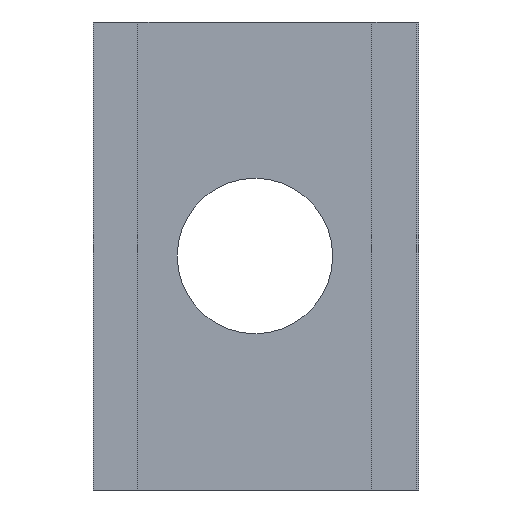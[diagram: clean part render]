
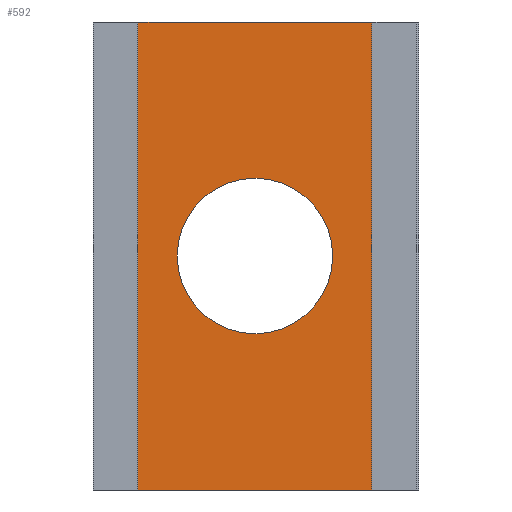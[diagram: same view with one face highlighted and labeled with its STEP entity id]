
A CAD part, front view. The second image highlights one B-rep face of the part: STEP entity #592.
In plain terms, the highlighted planar face has unit normal (0, -1, 0).
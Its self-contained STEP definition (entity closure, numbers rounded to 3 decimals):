
#16=FACE_BOUND('',#97,.T.);
#35=PLANE('',#664);
#65=FACE_OUTER_BOUND('',#96,.T.);
#96=EDGE_LOOP('',(#543,#544,#545,#546));
#97=EDGE_LOOP('',(#547));
#142=LINE('',#961,#206);
#154=LINE('',#990,#218);
#161=LINE('',#1005,#225);
#162=LINE('',#1007,#226);
#206=VECTOR('',#775,10.);
#218=VECTOR('',#805,10.);
#225=VECTOR('',#822,10.);
#226=VECTOR('',#825,10.);
#228=CIRCLE('',#619,3.324);
#248=VERTEX_POINT('',#833);
#291=VERTEX_POINT('',#958);
#292=VERTEX_POINT('',#960);
#299=VERTEX_POINT('',#987);
#300=VERTEX_POINT('',#989);
#304=EDGE_CURVE('',#248,#248,#228,.T.);
#363=EDGE_CURVE('',#291,#292,#142,.T.);
#377=EDGE_CURVE('',#299,#300,#154,.T.);
#385=EDGE_CURVE('',#299,#292,#161,.T.);
#386=EDGE_CURVE('',#300,#291,#162,.T.);
#543=ORIENTED_EDGE('',*,*,#377,.F.);
#544=ORIENTED_EDGE('',*,*,#385,.T.);
#545=ORIENTED_EDGE('',*,*,#363,.F.);
#546=ORIENTED_EDGE('',*,*,#386,.F.);
#547=ORIENTED_EDGE('',*,*,#304,.T.);
#592=ADVANCED_FACE('',(#65,#16),#35,.T.);
#619=AXIS2_PLACEMENT_3D('',#834,#671,#672);
#664=AXIS2_PLACEMENT_3D('',#1006,#823,#824);
#671=DIRECTION('center_axis',(0.,1.,0.));
#672=DIRECTION('ref_axis',(1.,0.,0.));
#775=DIRECTION('',(1.,0.,0.));
#805=DIRECTION('',(-1.,0.,0.));
#822=DIRECTION('',(0.,0.,1.));
#823=DIRECTION('center_axis',(0.,-1.,0.));
#824=DIRECTION('ref_axis',(1.,0.,0.));
#825=DIRECTION('',(0.,0.,1.));
#833=CARTESIAN_POINT('',(-3.324,-1.5,10.));
#834=CARTESIAN_POINT('Origin',(0.,-1.5,10.));
#958=CARTESIAN_POINT('',(-5.,-1.5,20.));
#960=CARTESIAN_POINT('',(5.,-1.5,20.));
#961=CARTESIAN_POINT('',(5.,-1.5,20.));
#987=CARTESIAN_POINT('',(5.,-1.5,0.));
#989=CARTESIAN_POINT('',(-5.,-1.5,0.));
#990=CARTESIAN_POINT('',(5.,-1.5,0.));
#1005=CARTESIAN_POINT('',(5.,-1.5,0.));
#1006=CARTESIAN_POINT('Origin',(-5.,-1.5,0.));
#1007=CARTESIAN_POINT('',(-5.,-1.5,0.));
